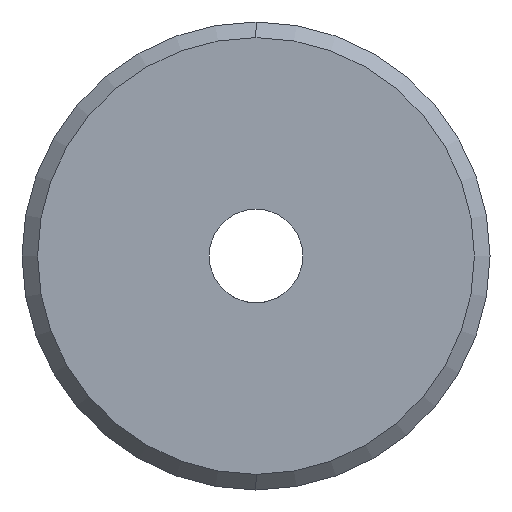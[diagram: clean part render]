
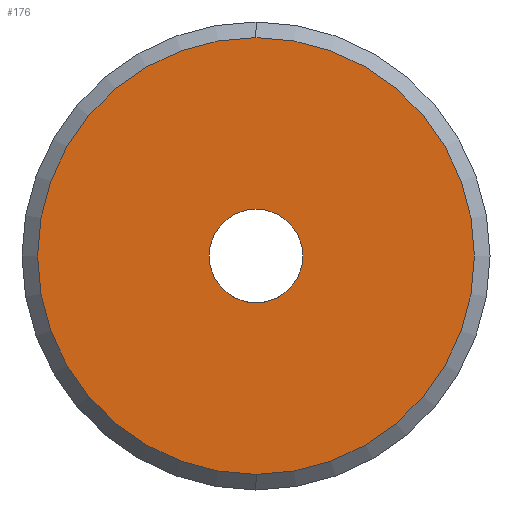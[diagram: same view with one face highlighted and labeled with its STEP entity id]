
A CAD part, left-side view. The second image highlights one B-rep face of the part: STEP entity #176.
In plain terms, the highlighted planar face has unit normal (-1, 0, 0).
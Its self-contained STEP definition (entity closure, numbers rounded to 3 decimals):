
#6 = EDGE_CURVE ( 'NONE', #26, #593, #322, .T. ) ;
#14 = EDGE_CURVE ( 'NONE', #593, #26, #663, .T. ) ;
#15 = ORIENTED_EDGE ( 'NONE', *, *, #206, .F. ) ;
#25 = AXIS2_PLACEMENT_3D ( 'NONE', #329, #741, #467 ) ;
#26 = VERTEX_POINT ( 'NONE', #597 ) ;
#57 = ORIENTED_EDGE ( 'NONE', *, *, #14, .T. ) ;
#92 = FACE_BOUND ( 'NONE', #860, .T. ) ;
#174 = VERTEX_POINT ( 'NONE', #282 ) ;
#176 = ADVANCED_FACE ( 'NONE', ( #698, #92 ), #735, .F. ) ;
#191 = CARTESIAN_POINT ( 'NONE',  ( 0., 0., 0. ) ) ;
#201 = CARTESIAN_POINT ( 'NONE',  ( 0., 3., 0. ) ) ;
#203 = DIRECTION ( 'NONE',  ( 0., 0., -1. ) ) ;
#206 = EDGE_CURVE ( 'NONE', #174, #853, #470, .T. ) ;
#250 = CIRCLE ( 'NONE', #560, 3. ) ;
#282 = CARTESIAN_POINT ( 'NONE',  ( 0., 0., -3. ) ) ;
#319 = CARTESIAN_POINT ( 'NONE',  ( 0., 0., 0. ) ) ;
#322 = CIRCLE ( 'NONE', #794, 14. ) ;
#329 = CARTESIAN_POINT ( 'NONE',  ( 0., 0., 0. ) ) ;
#402 = AXIS2_PLACEMENT_3D ( 'NONE', #191, #452, #462 ) ;
#452 = DIRECTION ( 'NONE',  ( -1., 0., 0. ) ) ;
#462 = DIRECTION ( 'NONE',  ( 0., 0., -1. ) ) ;
#463 = DIRECTION ( 'NONE',  ( 1., 0., 0. ) ) ;
#467 = DIRECTION ( 'NONE',  ( 0., 0., 1. ) ) ;
#470 = CIRCLE ( 'NONE', #25, 3. ) ;
#524 = DIRECTION ( 'NONE',  ( -1., 0., 0. ) ) ;
#534 = DIRECTION ( 'NONE',  ( 0., 0., -1. ) ) ;
#560 = AXIS2_PLACEMENT_3D ( 'NONE', #564, #767, #841 ) ;
#564 = CARTESIAN_POINT ( 'NONE',  ( 0., 0., 0. ) ) ;
#593 = VERTEX_POINT ( 'NONE', #724 ) ;
#594 = ORIENTED_EDGE ( 'NONE', *, *, #743, .F. ) ;
#597 = CARTESIAN_POINT ( 'NONE',  ( 0., 0., 14. ) ) ;
#614 = ORIENTED_EDGE ( 'NONE', *, *, #6, .T. ) ;
#631 = AXIS2_PLACEMENT_3D ( 'NONE', #201, #463, #534 ) ;
#663 = CIRCLE ( 'NONE', #402, 14. ) ;
#698 = FACE_OUTER_BOUND ( 'NONE', #873, .T. ) ;
#724 = CARTESIAN_POINT ( 'NONE',  ( 0., 0., -14. ) ) ;
#735 = PLANE ( 'NONE',  #631 ) ;
#741 = DIRECTION ( 'NONE',  ( -1., 0., 0. ) ) ;
#743 = EDGE_CURVE ( 'NONE', #853, #174, #250, .T. ) ;
#767 = DIRECTION ( 'NONE',  ( -1., 0., 0. ) ) ;
#794 = AXIS2_PLACEMENT_3D ( 'NONE', #319, #524, #203 ) ;
#818 = CARTESIAN_POINT ( 'NONE',  ( 0., 0., 3. ) ) ;
#841 = DIRECTION ( 'NONE',  ( 0., 0., 1. ) ) ;
#853 = VERTEX_POINT ( 'NONE', #818 ) ;
#860 = EDGE_LOOP ( 'NONE', ( #594, #15 ) ) ;
#873 = EDGE_LOOP ( 'NONE', ( #57, #614 ) ) ;
